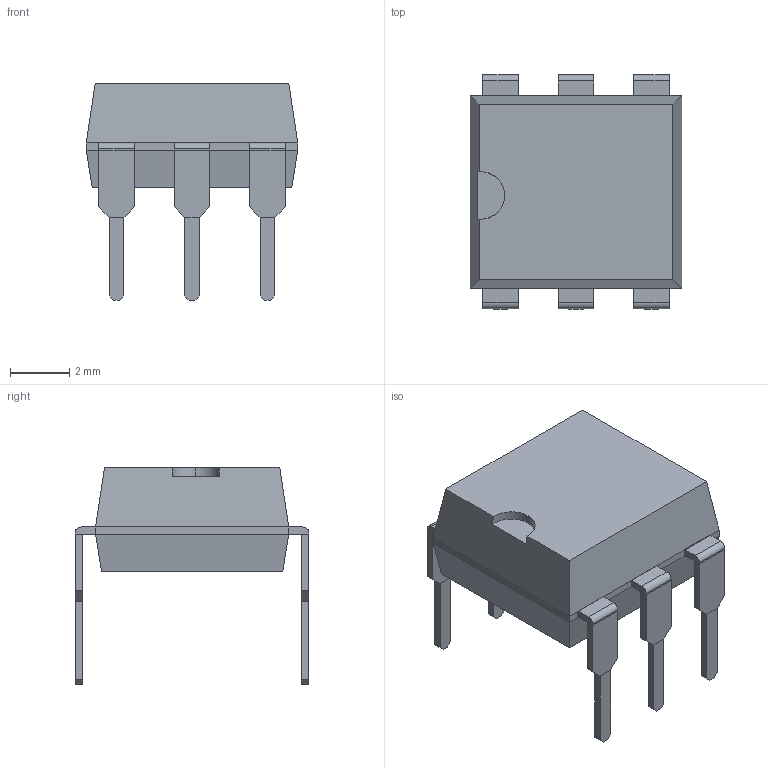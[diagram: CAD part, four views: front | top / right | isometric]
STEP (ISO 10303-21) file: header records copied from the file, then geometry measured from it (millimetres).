
FILE_DESCRIPTION (( 'STEP AP214' ), '1' );
FILE_NAME ('User Library-DIP6-White.STEP', '2018-03-09T21:34:09', ( '' ), ( '' ), 'SwSTEP 2.0', 'SolidWorks 2018', '' );
FILE_SCHEMA (( 'AUTOMOTIVE_DESIGN' ));
Length unit declared in the file: millimetre
Products named in the file (20): User Library-DIP6-White_Fillet; User Library-DIP6-White_Chamfer015; User Library-DIP6-White_Chamfer; User Library-DIP6-White_Chamfer002; User Library-DIP6-White_Chamfer011; User Library-DIP6-White; User Library-DIP6-White_Chamfer010; User Library-DIP6-White_Fillet002; User Library-DIP6-White_Chamfer016; User Library-DIP6-White_Fillet004; User Library-DIP6-White_Fillet003; User Library-DIP6-White_Chamfer013; User Library-DIP6-White_Chamfer012; User Library-DIP6-White_Fillet005; User Library-DIP6-White_Chamfer014; User Library-DIP6-White_Chamfer001; User Library-DIP6-White_Cut; User Library-DIP6-White_Chamfer003; User Library-DIP6-White_Chamfer009; User Library-DIP6-White_Fillet001
Assembly tree (19 placements, depth 2):
  User Library-DIP6-White
    User Library-DIP6-White_Chamfer
    User Library-DIP6-White_Chamfer001
    User Library-DIP6-White_Fillet
    User Library-DIP6-White_Chamfer002
    User Library-DIP6-White_Chamfer003
    User Library-DIP6-White_Fillet001
    User Library-DIP6-White_Cut
    User Library-DIP6-White_Fillet002
    User Library-DIP6-White_Chamfer009
    User Library-DIP6-White_Chamfer010
    User Library-DIP6-White_Fillet003
    User Library-DIP6-White_Chamfer011
    User Library-DIP6-White_Chamfer012
    User Library-DIP6-White_Fillet004
    User Library-DIP6-White_Chamfer013
    User Library-DIP6-White_Chamfer014
    User Library-DIP6-White_Fillet005
    User Library-DIP6-White_Chamfer015
    User Library-DIP6-White_Chamfer016
Bounding box: 7.12 x 7.87 x 7.3 mm (x, y, z)
Volume: 157.5 mm3; surface area: 254.7 mm2
Topology: 19 solids, 19 shells, 155 faces, 343 edges, 226 vertices
Faces by surface type: plane 147, cylinder 8
Entity records: 6752 total; most frequent: CARTESIAN_POINT 752, DIRECTION 711, ORIENTED_EDGE 686, EDGE_CURVE 343, LINE 325, VECTOR 325, VERTEX_POINT 226, UNCERTAINTY_MEASURE_WITH_UNIT 213
